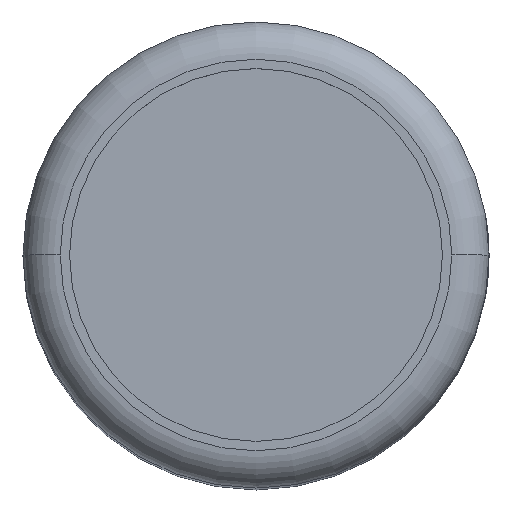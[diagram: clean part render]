
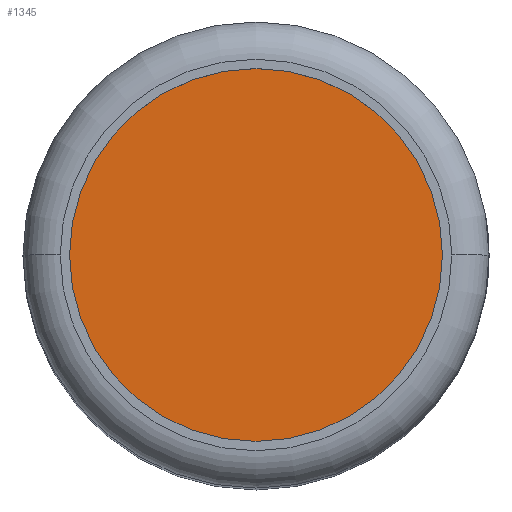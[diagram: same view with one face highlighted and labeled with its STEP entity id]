
A CAD part, top view. The second image highlights one B-rep face of the part: STEP entity #1345.
In plain terms, the highlighted planar face has unit normal (0, 0, 1).
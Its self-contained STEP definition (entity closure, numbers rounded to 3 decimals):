
#1293=CARTESIAN_POINT('',(4.0,0.,24.9));
#1294=VERTEX_POINT('',#1293);
#1303=CARTESIAN_POINT('',(-4.0,0.,24.9));
#1304=VERTEX_POINT('',#1303);
#1305=CARTESIAN_POINT('',(0.0,0.,24.9));
#1306=DIRECTION('',(0.0,0.0,-1.0));
#1307=DIRECTION('',(1.0,0.0,0.0));
#1308=AXIS2_PLACEMENT_3D('',#1305,#1306,#1307);
#1309=CIRCLE('',#1308,4.0);
#1310=EDGE_CURVE('',#1304,#1294,#1309,.F.);
#1330=CARTESIAN_POINT('',(0.0,0.,24.9));
#1331=DIRECTION('',(0.0,0.0,1.0));
#1332=DIRECTION('',(1.0,0.0,0.0));
#1333=AXIS2_PLACEMENT_3D('',#1330,#1331,#1332);
#1334=PLANE('',#1333);
#1335=ORIENTED_EDGE('',*,*,#1310,.T.);
#1336=CARTESIAN_POINT('',(0.0,0.,24.9));
#1337=DIRECTION('',(0.0,0.0,-1.0));
#1338=DIRECTION('',(1.0,0.0,0.0));
#1339=AXIS2_PLACEMENT_3D('',#1336,#1337,#1338);
#1340=CIRCLE('',#1339,4.0);
#1341=EDGE_CURVE('',#1294,#1304,#1340,.F.);
#1342=ORIENTED_EDGE('',*,*,#1341,.T.);
#1343=EDGE_LOOP('',(#1335,#1342));
#1344=FACE_OUTER_BOUND('',#1343,.T.);
#1345=ADVANCED_FACE('',(#1344),#1334,.T.);
